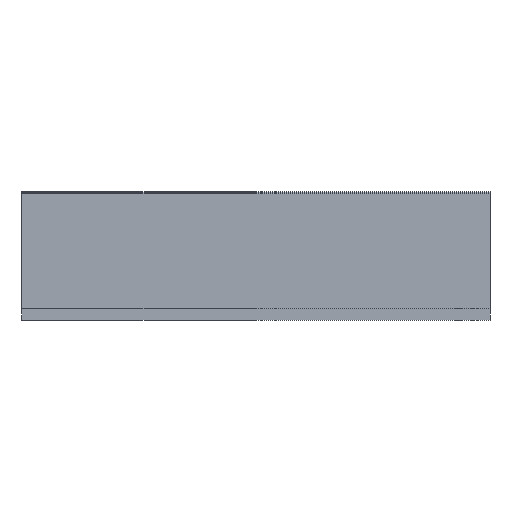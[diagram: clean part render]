
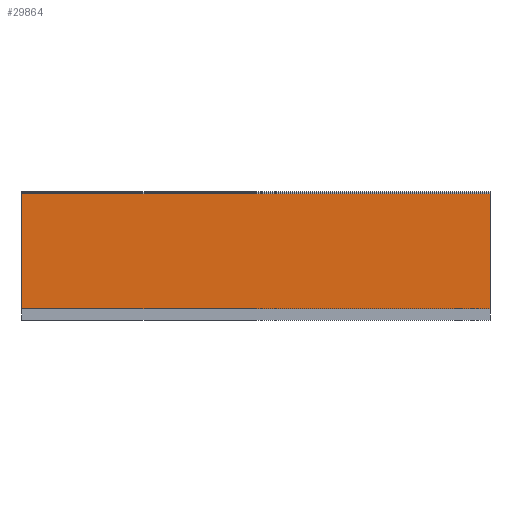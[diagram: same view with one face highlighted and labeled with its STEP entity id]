
A CAD part, front view. The second image highlights one B-rep face of the part: STEP entity #29864.
In plain terms, the highlighted planar face has unit normal (0, -1, 0).
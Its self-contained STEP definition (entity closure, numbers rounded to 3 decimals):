
#560 = VERTEX_POINT('',#561);
#561 = CARTESIAN_POINT('',(0.,0.,1.5));
#567 = EDGE_CURVE('',#560,#568,#570,.T.);
#568 = VERTEX_POINT('',#569);
#569 = CARTESIAN_POINT('',(0.,0.,16.25));
#570 = LINE('',#571,#572);
#571 = CARTESIAN_POINT('',(0.,0.,1.5));
#572 = VECTOR('',#573,1.);
#573 = DIRECTION('',(0.,0.,1.));
#6308 = EDGE_CURVE('',#6309,#560,#6311,.T.);
#6309 = VERTEX_POINT('',#6310);
#6310 = CARTESIAN_POINT('',(60.,0.,1.5));
#6311 = LINE('',#6312,#6313);
#6312 = CARTESIAN_POINT('',(60.,0.,1.5));
#6313 = VECTOR('',#6314,1.);
#6314 = DIRECTION('',(-1.,0.,0.));
#29864 = ADVANCED_FACE('',(#29865),#29883,.T.);
#29865 = FACE_BOUND('',#29866,.T.);
#29866 = EDGE_LOOP('',(#29867,#29868,#29876,#29882));
#29867 = ORIENTED_EDGE('',*,*,#6308,.F.);
#29868 = ORIENTED_EDGE('',*,*,#29869,.T.);
#29869 = EDGE_CURVE('',#6309,#29870,#29872,.T.);
#29870 = VERTEX_POINT('',#29871);
#29871 = CARTESIAN_POINT('',(60.,0.,16.25));
#29872 = LINE('',#29873,#29874);
#29873 = CARTESIAN_POINT('',(60.,0.,1.5));
#29874 = VECTOR('',#29875,1.);
#29875 = DIRECTION('',(0.,0.,1.));
#29876 = ORIENTED_EDGE('',*,*,#29877,.T.);
#29877 = EDGE_CURVE('',#29870,#568,#29878,.T.);
#29878 = LINE('',#29879,#29880);
#29879 = CARTESIAN_POINT('',(60.,0.,16.25));
#29880 = VECTOR('',#29881,1.);
#29881 = DIRECTION('',(-1.,0.,0.));
#29882 = ORIENTED_EDGE('',*,*,#567,.F.);
#29883 = PLANE('',#29884);
#29884 = AXIS2_PLACEMENT_3D('',#29885,#29886,#29887);
#29885 = CARTESIAN_POINT('',(30.,0.,8.875));
#29886 = DIRECTION('',(-0.,-1.,0.));
#29887 = DIRECTION('',(0.,0.,-1.));
